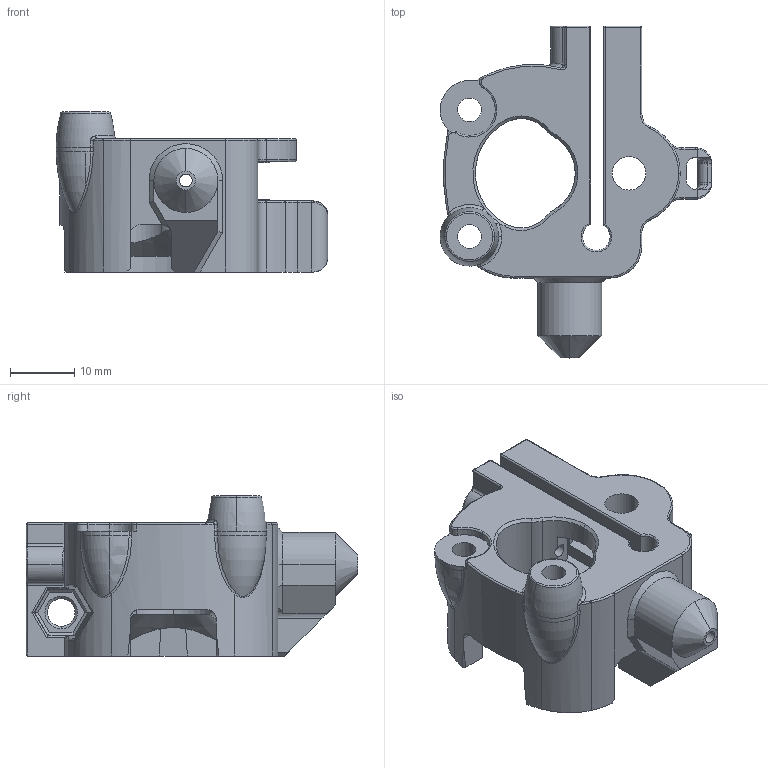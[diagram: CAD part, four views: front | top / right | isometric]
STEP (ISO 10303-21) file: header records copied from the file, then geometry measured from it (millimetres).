
FILE_DESCRIPTION (( 'STEP AP203' ), '1' );
FILE_NAME ('derpyfilamentdrive_v4_single_1-8-2016.STEP', '2016-01-08T16:32:03', ( '' ), ( '' ), 'SwSTEP 2.0', 'SolidWorks 2012', '' );
FILE_SCHEMA (( 'CONFIG_CONTROL_DESIGN' ));
Length unit declared in the file: millimetre
Products named in the file (1): derpyfilamentdrive_v4_single_1-8-2016
Bounding box: 42.43 x 51.85 x 25 mm (x, y, z)
Volume: 14730.5 mm3; surface area: 8760.4 mm2
Topology: 1 solids, 1 shells, 299 faces, 789 edges, 475 vertices
Faces by surface type: cylinder 121, plane 76, torus 50, cone 24, bspline 23, sphere 5
Entity records: 10602 total; most frequent: CARTESIAN_POINT 3245, DIRECTION 1566, ORIENTED_EDGE 1554, EDGE_CURVE 777, AXIS2_PLACEMENT_3D 619, VERTEX_POINT 474, CIRCLE 342, LINE 328
